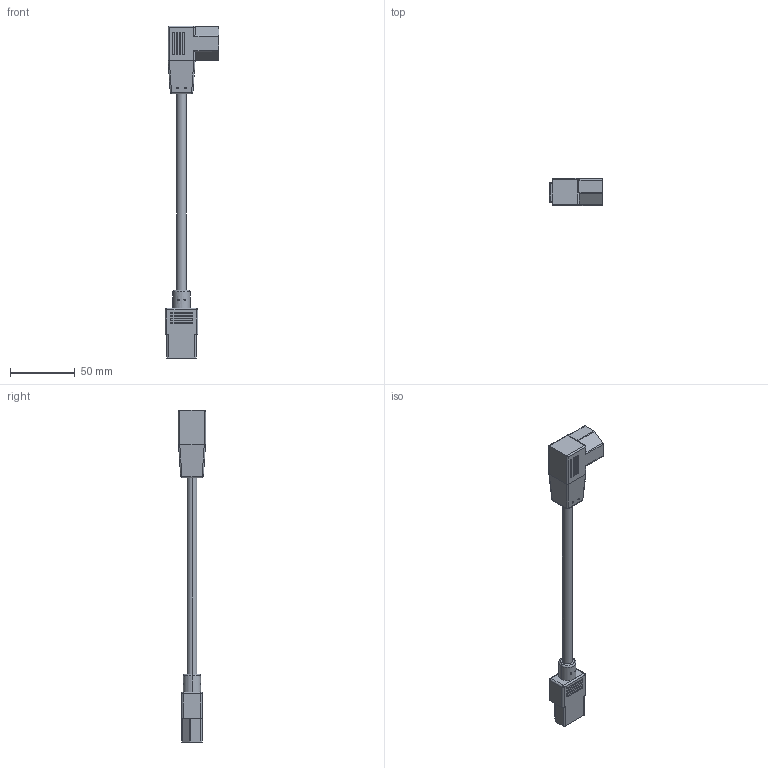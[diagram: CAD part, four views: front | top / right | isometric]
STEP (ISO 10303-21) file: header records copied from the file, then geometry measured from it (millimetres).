
FILE_DESCRIPTION (( 'STEP AP214' ), '1' );
FILE_NAME ('PPA00020_3D.STEP', '2021-01-11T18:15:30', ( '' ), ( '' ), 'SwSTEP 2.0', 'SolidWorks 2018', '' );
FILE_SCHEMA (( 'AUTOMOTIVE_DESIGN' ));
Length unit declared in the file: inch
Products named in the file (4): EN60320-C13; PPA00020_3D; EN60320-C14-RIGHT MALE PUG; SJT18AWG3X
Assembly tree (3 placements, depth 2):
  PPA00020_3D
    SJT18AWG3X
    EN60320-C13
    EN60320-C14-RIGHT MALE PUG
Bounding box: 41.41 x 21.08 x 257.18 mm (x, y, z)
Volume: 46227.5 mm3; surface area: 17636.6 mm2
Topology: 3 solids, 3 shells, 275 faces, 684 edges, 422 vertices
Faces by surface type: cylinder 133, plane 120, sphere 20, torus 2
Entity records: 9521 total; most frequent: CARTESIAN_POINT 1752, DIRECTION 1405, ORIENTED_EDGE 1336, EDGE_CURVE 668, AXIS2_PLACEMENT_3D 507, VERTEX_POINT 422, LINE 391, VECTOR 391
